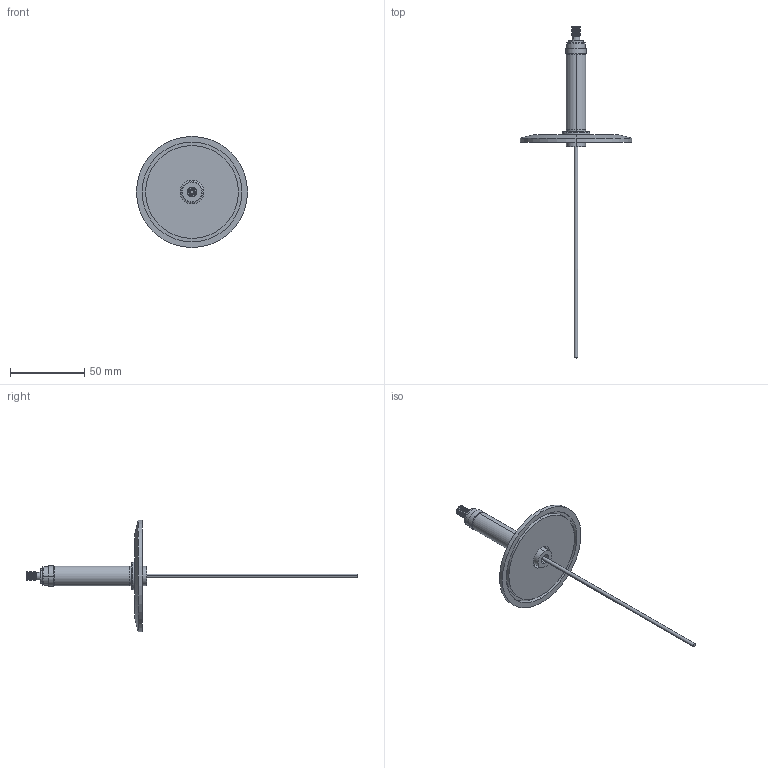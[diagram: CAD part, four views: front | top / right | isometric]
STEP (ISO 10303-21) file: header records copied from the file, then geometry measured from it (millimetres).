
FILE_DESCRIPTION (( 'STEP AP203' ), '1' );
FILE_NAME ('A0532-4-QF.STEP', '2013-06-11T11:37:12', ( '' ), ( '' ), 'SwSTEP 2.0', 'SolidWorks 2012', '' );
FILE_SCHEMA (( 'CONFIG_CONTROL_DESIGN' ));
Length unit declared in the file: inch
Products named in the file (1): A0532-4-QF
Bounding box: 74.93 x 223.9 x 74.93 mm (x, y, z)
Volume: 26318.4 mm3; surface area: 17806.5 mm2
Topology: 1 solids, 1 shells, 121 faces, 246 edges, 146 vertices
Faces by surface type: cone 44, cylinder 44, plane 21, torus 12
Entity records: 3265 total; most frequent: DIRECTION 648, CARTESIAN_POINT 514, ORIENTED_EDGE 492, AXIS2_PLACEMENT_3D 280, EDGE_CURVE 246, CIRCLE 158, VERTEX_POINT 146, EDGE_LOOP 140
